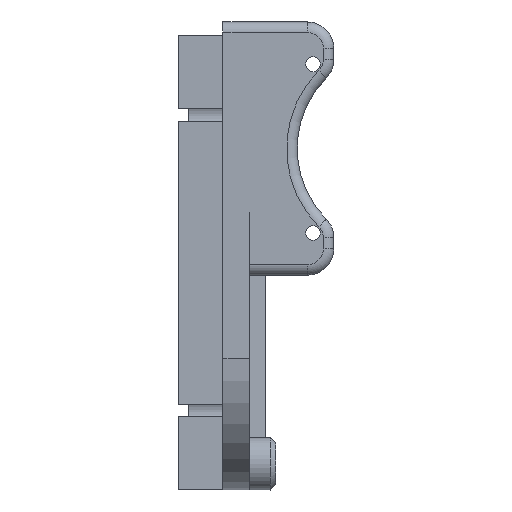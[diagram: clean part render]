
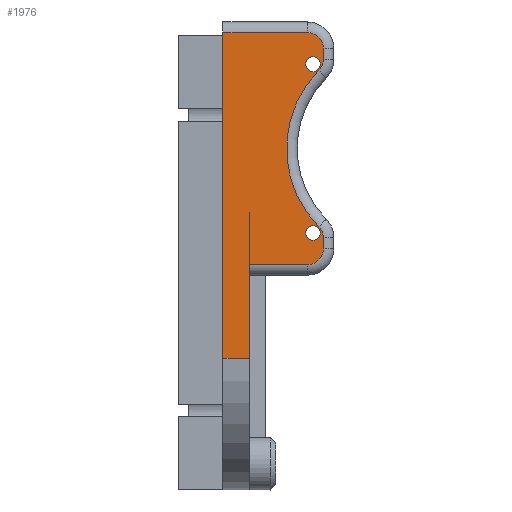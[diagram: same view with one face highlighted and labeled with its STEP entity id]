
A CAD part, front view. The second image highlights one B-rep face of the part: STEP entity #1976.
In plain terms, the highlighted planar face has unit normal (0, -1, 0).
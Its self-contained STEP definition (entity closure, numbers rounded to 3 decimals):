
#70=FACE_BOUND('',#287,.T.);
#71=FACE_BOUND('',#288,.T.);
#101=PLANE('',#2175);
#174=FACE_OUTER_BOUND('',#286,.T.);
#286=EDGE_LOOP('',(#1544,#1545,#1546,#1547,#1548,#1549,#1550,#1551,#1552,
#1553,#1554,#1555));
#287=EDGE_LOOP('',(#1556));
#288=EDGE_LOOP('',(#1557));
#437=CIRCLE('',#2153,3.);
#441=CIRCLE('',#2159,3.);
#444=CIRCLE('',#2163,21.);
#447=CIRCLE('',#2167,3.);
#451=CIRCLE('',#2173,3.);
#452=CIRCLE('',#2176,1.4);
#453=CIRCLE('',#2177,1.4);
#538=LINE('',#3040,#702);
#575=LINE('',#3198,#739);
#578=LINE('',#3213,#742);
#580=LINE('',#3237,#744);
#582=LINE('',#3246,#746);
#583=LINE('',#3249,#747);
#584=LINE('',#3250,#748);
#702=VECTOR('',#2386,10.);
#739=VECTOR('',#2545,10.);
#742=VECTOR('',#2562,10.);
#744=VECTOR('',#2592,10.);
#746=VECTOR('',#2604,10.);
#747=VECTOR('',#2607,10.);
#748=VECTOR('',#2608,10.);
#866=VERTEX_POINT('',#3037);
#867=VERTEX_POINT('',#3039);
#926=VERTEX_POINT('',#3195);
#927=VERTEX_POINT('',#3197);
#929=VERTEX_POINT('',#3203);
#931=VERTEX_POINT('',#3209);
#933=VERTEX_POINT('',#3215);
#935=VERTEX_POINT('',#3221);
#937=VERTEX_POINT('',#3227);
#939=VERTEX_POINT('',#3233);
#941=VERTEX_POINT('',#3239);
#943=VERTEX_POINT('',#3248);
#944=VERTEX_POINT('',#3251);
#945=VERTEX_POINT('',#3253);
#1071=EDGE_CURVE('',#866,#867,#538,.T.);
#1152=EDGE_CURVE('',#926,#927,#575,.T.);
#1157=EDGE_CURVE('',#927,#929,#437,.T.);
#1160=EDGE_CURVE('',#929,#931,#578,.T.);
#1163=EDGE_CURVE('',#931,#933,#441,.T.);
#1166=EDGE_CURVE('',#933,#935,#444,.T.);
#1169=EDGE_CURVE('',#935,#937,#447,.T.);
#1172=EDGE_CURVE('',#937,#939,#580,.T.);
#1175=EDGE_CURVE('',#939,#941,#451,.T.);
#1177=EDGE_CURVE('',#941,#866,#582,.T.);
#1178=EDGE_CURVE('',#943,#926,#583,.T.);
#1179=EDGE_CURVE('',#867,#943,#584,.T.);
#1180=EDGE_CURVE('',#944,#944,#452,.T.);
#1181=EDGE_CURVE('',#945,#945,#453,.T.);
#1544=ORIENTED_EDGE('',*,*,#1071,.F.);
#1545=ORIENTED_EDGE('',*,*,#1177,.F.);
#1546=ORIENTED_EDGE('',*,*,#1175,.F.);
#1547=ORIENTED_EDGE('',*,*,#1172,.F.);
#1548=ORIENTED_EDGE('',*,*,#1169,.F.);
#1549=ORIENTED_EDGE('',*,*,#1166,.F.);
#1550=ORIENTED_EDGE('',*,*,#1163,.F.);
#1551=ORIENTED_EDGE('',*,*,#1160,.F.);
#1552=ORIENTED_EDGE('',*,*,#1157,.F.);
#1553=ORIENTED_EDGE('',*,*,#1152,.F.);
#1554=ORIENTED_EDGE('',*,*,#1178,.F.);
#1555=ORIENTED_EDGE('',*,*,#1179,.F.);
#1556=ORIENTED_EDGE('',*,*,#1180,.T.);
#1557=ORIENTED_EDGE('',*,*,#1181,.T.);
#1976=ADVANCED_FACE('',(#174,#70,#71),#101,.T.);
#2153=AXIS2_PLACEMENT_3D('',#3207,#2555,#2556);
#2159=AXIS2_PLACEMENT_3D('',#3219,#2569,#2570);
#2163=AXIS2_PLACEMENT_3D('',#3225,#2577,#2578);
#2167=AXIS2_PLACEMENT_3D('',#3231,#2585,#2586);
#2173=AXIS2_PLACEMENT_3D('',#3243,#2599,#2600);
#2175=AXIS2_PLACEMENT_3D('',#3247,#2605,#2606);
#2176=AXIS2_PLACEMENT_3D('',#3252,#2609,#2610);
#2177=AXIS2_PLACEMENT_3D('',#3254,#2611,#2612);
#2386=DIRECTION('',(0.,0.,-1.));
#2545=DIRECTION('',(1.,0.,0.));
#2555=DIRECTION('center_axis',(0.,1.,0.));
#2556=DIRECTION('ref_axis',(0.707,0.,0.707));
#2562=DIRECTION('',(0.,0.,-1.));
#2569=DIRECTION('center_axis',(0.,1.,0.));
#2570=DIRECTION('ref_axis',(0.925,0.,-0.381));
#2577=DIRECTION('center_axis',(0.,-1.,
0.));
#2578=DIRECTION('ref_axis',(-1.,0.,0.));
#2585=DIRECTION('center_axis',(0.,1.,0.));
#2586=DIRECTION('ref_axis',(0.925,0.,0.381));
#2592=DIRECTION('',(0.,0.,-1.));
#2599=DIRECTION('center_axis',(0.,1.,0.));
#2600=DIRECTION('ref_axis',(0.707,0.,-0.707));
#2604=DIRECTION('',(-1.,0.,0.));
#2605=DIRECTION('center_axis',(0.,-1.,
0.));
#2606=DIRECTION('ref_axis',(0.,0.,-1.));
#2607=DIRECTION('',(0.,0.,1.));
#2608=DIRECTION('',(-1.,0.,0.));
#2609=DIRECTION('center_axis',(0.,1.,0.));
#2610=DIRECTION('ref_axis',(0.,0.,
-1.));
#2611=DIRECTION('center_axis',(0.,1.,0.));
#2612=DIRECTION('ref_axis',(0.,0.,
-1.));
#3037=CARTESIAN_POINT('',(366.5,-186.396,111.636));
#3039=CARTESIAN_POINT('',(366.5,-186.398,93.902));
#3040=CARTESIAN_POINT('',(366.5,-186.4,68.9));
#3195=CARTESIAN_POINT('',(361.5,-186.393,155.636));
#3197=CARTESIAN_POINT('',(377.537,-186.393,155.636));
#3198=CARTESIAN_POINT('',(364.,-186.393,155.636));
#3203=CARTESIAN_POINT('',(380.537,-186.393,152.636));
#3207=CARTESIAN_POINT('Origin',(377.537,-186.393,152.636));
#3209=CARTESIAN_POINT('',(380.537,-186.393,150.54));
#3213=CARTESIAN_POINT('',(380.537,-186.394,141.087));
#3215=CARTESIAN_POINT('',(379.666,-186.393,148.427));
#3219=CARTESIAN_POINT('Origin',(377.537,-186.393,150.54));
#3221=CARTESIAN_POINT('',(379.666,-186.396,118.845));
#3225=CARTESIAN_POINT('Origin',(394.574,-186.395,133.636));
#3227=CARTESIAN_POINT('',(380.537,-186.396,116.732));
#3231=CARTESIAN_POINT('Origin',(377.537,-186.396,116.732));
#3233=CARTESIAN_POINT('',(380.537,-186.396,114.636));
#3237=CARTESIAN_POINT('',(380.537,-186.394,141.087));
#3239=CARTESIAN_POINT('',(377.537,-186.396,111.636));
#3243=CARTESIAN_POINT('Origin',(377.537,-186.396,114.636));
#3246=CARTESIAN_POINT('',(387.537,-186.396,111.636));
#3247=CARTESIAN_POINT('Origin',(361.5,-186.392,168.9));
#3248=CARTESIAN_POINT('',(361.5,-186.398,93.902));
#3249=CARTESIAN_POINT('',(361.5,-186.4,68.9));
#3250=CARTESIAN_POINT('',(361.5,-186.398,93.902));
#3251=CARTESIAN_POINT('',(378.574,-186.393,151.036));
#3252=CARTESIAN_POINT('Origin',(378.574,-186.393,149.636));
#3253=CARTESIAN_POINT('',(378.574,-186.396,119.036));
#3254=CARTESIAN_POINT('Origin',(378.574,-186.396,117.636));
